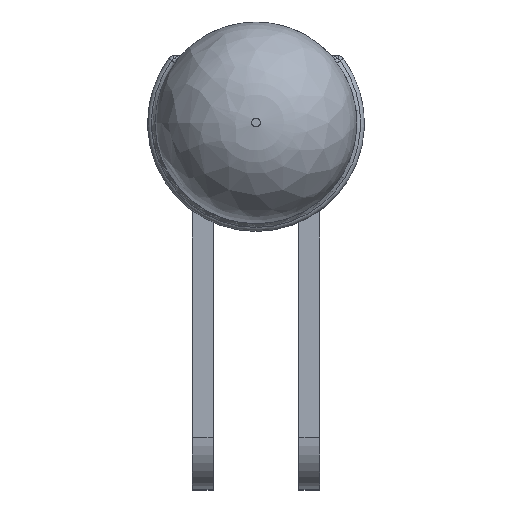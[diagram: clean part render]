
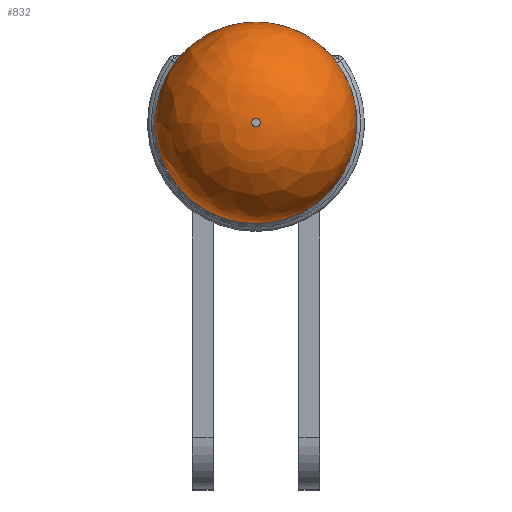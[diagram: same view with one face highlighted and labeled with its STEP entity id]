
A CAD part, top view. The second image highlights one B-rep face of the part: STEP entity #832.
In plain terms, the highlighted free-form (B-spline) face has degree [2, 2] with [3, 9] control points.
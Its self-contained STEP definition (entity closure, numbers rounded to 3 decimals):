
#19=(
BOUNDED_SURFACE()
B_SPLINE_SURFACE(2,2,((#1450,#1451,#1452,#1453,#1454,#1455,#1456,#1457,
#1458),(#1459,#1460,#1461,#1462,#1463,#1464,#1465,#1466,#1467),(#1468,#1469,
#1470,#1471,#1472,#1473,#1474,#1475,#1476)),.UNSPECIFIED.,.F.,.T.,.F.)
B_SPLINE_SURFACE_WITH_KNOTS((3,3),(3,2,2,2,3),(0.,1.571),(-3.142,
-1.571,0.,1.571,3.142),.UNSPECIFIED.)
GEOMETRIC_REPRESENTATION_ITEM()
RATIONAL_B_SPLINE_SURFACE(((1.,0.707,1.,0.707,1.,
0.707,1.,0.707,1.),(0.707,0.5,
0.707,0.5,0.707,0.5,
0.707,0.5,0.707),(1.,0.707,
1.,0.707,1.,0.707,1.,0.707,1.)))
REPRESENTATION_ITEM('')
SURFACE()
);
#34=CIRCLE('',#890,2.405);
#51=CIRCLE('',#920,0.105);
#52=CIRCLE('',#921,2.3);
#118=FACE_OUTER_BOUND('',#170,.T.);
#170=EDGE_LOOP('',(#644,#645,#646,#647));
#370=VERTEX_POINT('',#1409);
#377=VERTEX_POINT('',#1477);
#454=EDGE_CURVE('',#370,#370,#34,.T.);
#475=EDGE_CURVE('',#377,#377,#51,.T.);
#476=EDGE_CURVE('',#377,#370,#52,.T.);
#644=ORIENTED_EDGE('',*,*,#475,.T.);
#645=ORIENTED_EDGE('',*,*,#476,.T.);
#646=ORIENTED_EDGE('',*,*,#454,.T.);
#647=ORIENTED_EDGE('',*,*,#476,.F.);
#832=ADVANCED_FACE('',(#118),#19,.F.);
#890=AXIS2_PLACEMENT_3D('',#1410,#999,#1000);
#920=AXIS2_PLACEMENT_3D('',#1478,#1063,#1064);
#921=AXIS2_PLACEMENT_3D('',#1479,#1065,#1066);
#999=DIRECTION('center_axis',(0.,0.,1.));
#1000=DIRECTION('ref_axis',(1.,0.,0.));
#1063=DIRECTION('center_axis',(0.,0.,-1.));
#1064=DIRECTION('ref_axis',(1.,0.,0.));
#1065=DIRECTION('center_axis',(0.,-1.,0.));
#1066=DIRECTION('ref_axis',(-1.,0.,0.));
#1409=CARTESIAN_POINT('',(-2.405,0.,1.7));
#1410=CARTESIAN_POINT('Origin',(0.,0.,1.7));
#1450=CARTESIAN_POINT('Ctrl Pts',(-2.405,0.,1.7));
#1451=CARTESIAN_POINT('Ctrl Pts',(-2.405,-2.405,1.7));
#1452=CARTESIAN_POINT('Ctrl Pts',(0.,-2.405,1.7));
#1453=CARTESIAN_POINT('Ctrl Pts',(2.405,-2.405,1.7));
#1454=CARTESIAN_POINT('Ctrl Pts',(2.405,0.,1.7));
#1455=CARTESIAN_POINT('Ctrl Pts',(2.405,2.405,1.7));
#1456=CARTESIAN_POINT('Ctrl Pts',(0.,2.405,1.7));
#1457=CARTESIAN_POINT('Ctrl Pts',(-2.405,2.405,1.7));
#1458=CARTESIAN_POINT('Ctrl Pts',(-2.405,0.,1.7));
#1459=CARTESIAN_POINT('Ctrl Pts',(-2.405,0.,4.));
#1460=CARTESIAN_POINT('Ctrl Pts',(-2.405,-2.405,4.));
#1461=CARTESIAN_POINT('Ctrl Pts',(0.,-2.405,4.));
#1462=CARTESIAN_POINT('Ctrl Pts',(2.405,-2.405,4.));
#1463=CARTESIAN_POINT('Ctrl Pts',(2.405,0.,4.));
#1464=CARTESIAN_POINT('Ctrl Pts',(2.405,2.405,4.));
#1465=CARTESIAN_POINT('Ctrl Pts',(0.,2.405,4.));
#1466=CARTESIAN_POINT('Ctrl Pts',(-2.405,2.405,4.));
#1467=CARTESIAN_POINT('Ctrl Pts',(-2.405,0.,4.));
#1468=CARTESIAN_POINT('Ctrl Pts',(-0.105,0.,4.));
#1469=CARTESIAN_POINT('Ctrl Pts',(-0.105,-0.105,
4.));
#1470=CARTESIAN_POINT('Ctrl Pts',(0.,-0.105,4.));
#1471=CARTESIAN_POINT('Ctrl Pts',(0.105,-0.105,
4.));
#1472=CARTESIAN_POINT('Ctrl Pts',(0.105,0.,4.));
#1473=CARTESIAN_POINT('Ctrl Pts',(0.105,0.105,4.));
#1474=CARTESIAN_POINT('Ctrl Pts',(0.,0.105,4.));
#1475=CARTESIAN_POINT('Ctrl Pts',(-0.105,0.105,
4.));
#1476=CARTESIAN_POINT('Ctrl Pts',(-0.105,0.,4.));
#1477=CARTESIAN_POINT('',(-0.105,0.,4.));
#1478=CARTESIAN_POINT('Origin',(0.,0.,4.));
#1479=CARTESIAN_POINT('Origin',(-0.105,0.,
1.7));
